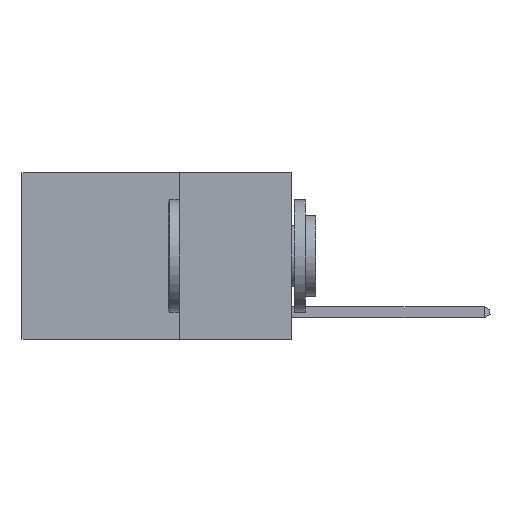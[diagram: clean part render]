
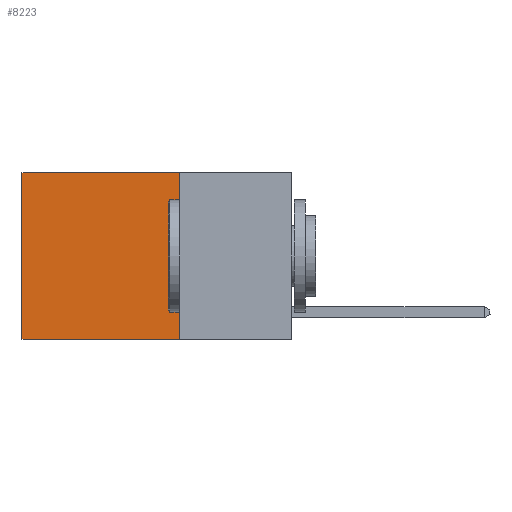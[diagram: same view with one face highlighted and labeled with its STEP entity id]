
A CAD part, left-side view. The second image highlights one B-rep face of the part: STEP entity #8223.
In plain terms, the highlighted planar face has unit normal (-1, 0, 0).
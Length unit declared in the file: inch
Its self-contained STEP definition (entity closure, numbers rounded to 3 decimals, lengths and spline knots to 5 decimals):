
#60 = FACE_OUTER_BOUND ( 'NONE', #5816, .T. ) ;
#295 = VERTEX_POINT ( 'NONE', #8170 ) ;
#366 = DIRECTION ( 'NONE',  ( 0., 0., -1. ) ) ;
#505 = EDGE_CURVE ( 'NONE', #5831, #2265, #9474, .T. ) ;
#675 = VECTOR ( 'NONE', #4727, 39.37008 ) ;
#760 = DIRECTION ( 'NONE',  ( 1., 0., 0. ) ) ;
#1181 = ORIENTED_EDGE ( 'NONE', *, *, #10365, .F. ) ;
#1349 = AXIS2_PLACEMENT_3D ( 'NONE', #9720, #760, #4897 ) ;
#2264 = EDGE_CURVE ( 'NONE', #2265, #295, #3573, .T. ) ;
#2265 = VERTEX_POINT ( 'NONE', #7974 ) ;
#2547 = VERTEX_POINT ( 'NONE', #7535 ) ;
#3239 = PLANE ( 'NONE',  #1349 ) ;
#3272 = EDGE_CURVE ( 'NONE', #2547, #295, #3909, .T. ) ;
#3424 = ORIENTED_EDGE ( 'NONE', *, *, #505, .T. ) ;
#3573 = LINE ( 'NONE', #7206, #675 ) ;
#3731 = CARTESIAN_POINT ( 'NONE',  ( 0.2625, 0.25, 0. ) ) ;
#3909 = LINE ( 'NONE', #6526, #6698 ) ;
#3935 = VECTOR ( 'NONE', #7844, 39.37008 ) ;
#4019 = CARTESIAN_POINT ( 'NONE',  ( 0.2625, 0.25, 0. ) ) ;
#4431 = ORIENTED_EDGE ( 'NONE', *, *, #3272, .F. ) ;
#4548 = CARTESIAN_POINT ( 'NONE',  ( 0.2625, 0.25, 0. ) ) ;
#4727 = DIRECTION ( 'NONE',  ( 0., 0., -1. ) ) ;
#4897 = DIRECTION ( 'NONE',  ( 0., 0., -1. ) ) ;
#5816 = EDGE_LOOP ( 'NONE', ( #7169, #4431, #1181, #3424 ) ) ;
#5831 = VERTEX_POINT ( 'NONE', #4019 ) ;
#6526 = CARTESIAN_POINT ( 'NONE',  ( 0.2625, 0.25, -0.37 ) ) ;
#6594 = VECTOR ( 'NONE', #366, 39.37008 ) ;
#6698 = VECTOR ( 'NONE', #7397, 39.37008 ) ;
#7169 = ORIENTED_EDGE ( 'NONE', *, *, #2264, .T. ) ;
#7206 = CARTESIAN_POINT ( 'NONE',  ( 0.2625, 0.6, 0. ) ) ;
#7397 = DIRECTION ( 'NONE',  ( 0., 1., 0. ) ) ;
#7535 = CARTESIAN_POINT ( 'NONE',  ( 0.2625, 0.25, -0.37 ) ) ;
#7754 = LINE ( 'NONE', #3731, #6594 ) ;
#7844 = DIRECTION ( 'NONE',  ( 0., 1., 0. ) ) ;
#7974 = CARTESIAN_POINT ( 'NONE',  ( 0.2625, 0.6, 0. ) ) ;
#8170 = CARTESIAN_POINT ( 'NONE',  ( 0.2625, 0.6, -0.37 ) ) ;
#8223 = ADVANCED_FACE ( 'NONE', ( #60 ), #3239, .F. ) ;
#9474 = LINE ( 'NONE', #4548, #3935 ) ;
#9720 = CARTESIAN_POINT ( 'NONE',  ( 0.2625, 0.25, 0. ) ) ;
#10365 = EDGE_CURVE ( 'NONE', #5831, #2547, #7754, .T. ) ;
